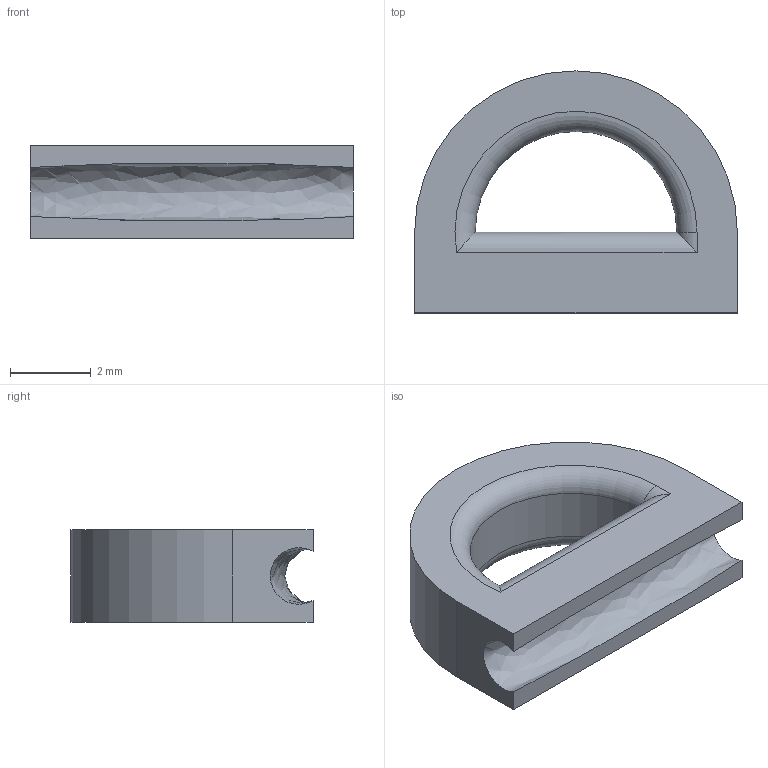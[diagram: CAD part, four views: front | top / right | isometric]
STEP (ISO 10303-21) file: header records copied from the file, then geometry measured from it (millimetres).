
FILE_DESCRIPTION(/* description */ (''),/* implementation_level */ '2;1');
FILE_NAME(/* name */ 'Draad geleider.step',/* time_stamp */ '2026-01-06T11:26:33+01:00',/* author */ (''),/* organization */ (''),/* preprocessor_version */ 'ST-DEVELOPER v20.1',/* originating_system */ 'Autodesk Translation Framework v14.21.0.0',/* authorisation */ '');
FILE_SCHEMA (('AUTOMOTIVE_DESIGN { 1 0 10303 214 3 1 1 }'));
Length unit declared in the file: millimetre
Products named in the file (2): 2025-11-19-09-55-09-244; 2025-11-19-09-55-21-438
Assembly tree (1 placements, depth 2):
  2025-11-19-09-55-09-244
    2025-11-19-09-55-21-438
Bounding box: 8 x 6 x 2.3 mm (x, y, z)
Volume: 63.1 mm3; surface area: 149.6 mm2
Topology: 1 solids, 1 shells, 17 faces, 41 edges, 26 vertices
Faces by surface type: plane 8, cylinder 6, torus 2, bspline 1
Entity records: 748 total; most frequent: CARTESIAN_POINT 305, ORIENTED_EDGE 82, DIRECTION 81, EDGE_CURVE 41, AXIS2_PLACEMENT_3D 29, VERTEX_POINT 26, LINE 23, VECTOR 23
